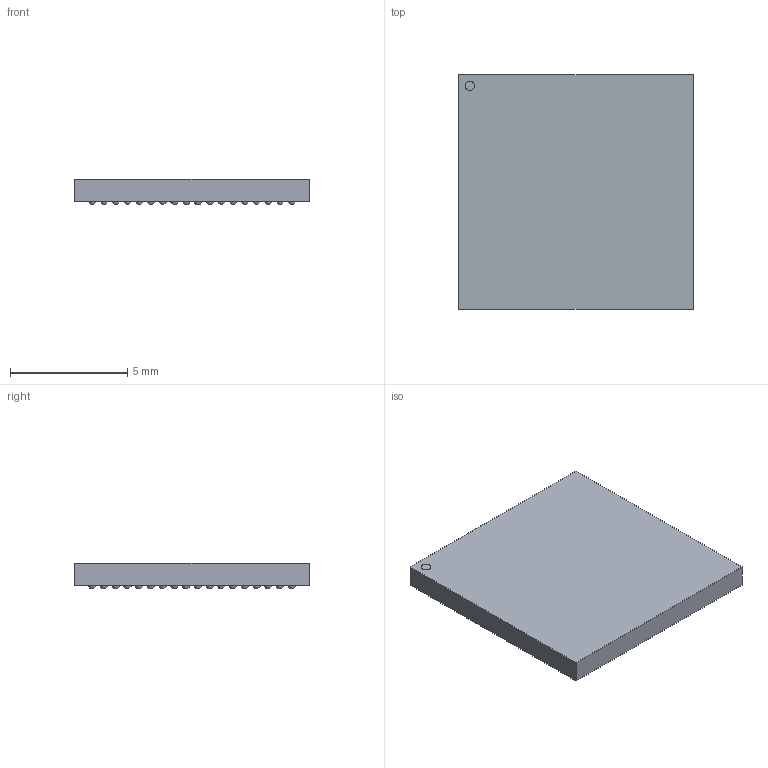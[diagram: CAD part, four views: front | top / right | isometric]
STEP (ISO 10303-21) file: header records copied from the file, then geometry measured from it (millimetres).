
FILE_DESCRIPTION(('FreeCAD Model'),'2;1');
FILE_NAME('csBGA285.step','2018-06-28T09:38:33',('Author'),(''), 'Open CASCADE STEP processor 7.0','FreeCAD','Unknown');
FILE_SCHEMA(('AUTOMOTIVE_DESIGN { 1 0 10303 214 1 1 1 1 }'));
Length unit declared in the file: millimetre
Products named in the file (1): BGA_285_100x100mm_Layout18x18_P05mm
Bounding box: 10 x 10 x 1.11 mm (x, y, z)
Volume: 95.6 mm3; surface area: 243.3 mm2
Topology: 1 solids, 1 shells, 76 faces, 219 edges, 146 vertices
Faces by surface type: sphere 68, plane 7, cylinder 1
Full cylindrical faces by diameter (mm): 0.4 x1
Entity records: 4885 total; most frequent: CARTESIAN_POINT 826, DIRECTION 738, ORIENTED_EDGE 302, PCURVE 302, DEFINITIONAL_REPRESENTATION 302, LINE 239, VECTOR 239, AXIS2_PLACEMENT_3D 215
